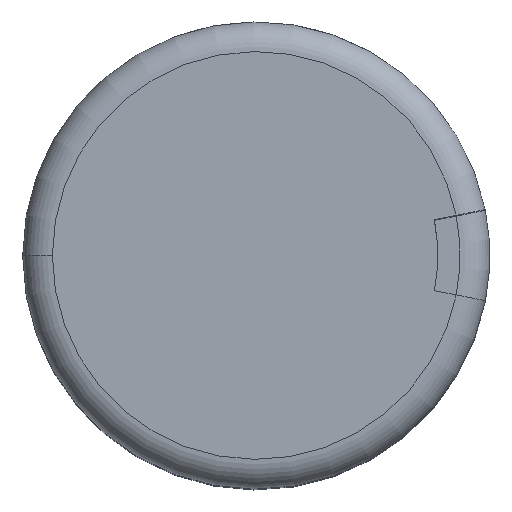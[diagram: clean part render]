
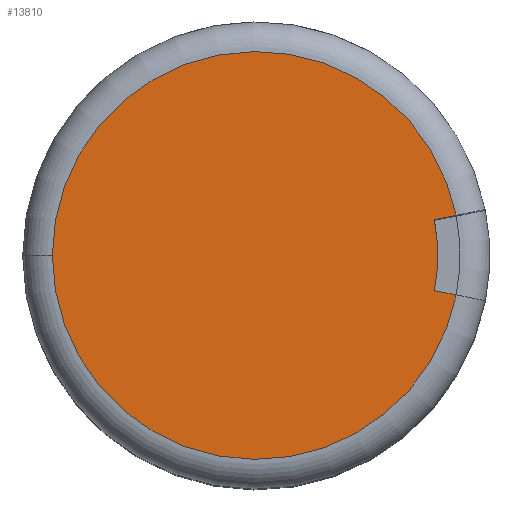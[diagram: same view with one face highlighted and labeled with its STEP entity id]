
A CAD part, top view. The second image highlights one B-rep face of the part: STEP entity #13810.
In plain terms, the highlighted planar face has unit normal (0, 0, 1).
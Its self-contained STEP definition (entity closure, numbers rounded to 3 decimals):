
#96 = CARTESIAN_POINT ( 'NONE',  ( 2.698, -0.532, 8. ) ) ;
#334 = CARTESIAN_POINT ( 'NONE',  ( 3.091, 0.609, 8. ) ) ;
#1060 = VECTOR ( 'NONE', #7878, 1000. ) ;
#1172 = ORIENTED_EDGE ( 'NONE', *, *, #14377, .F. ) ;
#1358 = DIRECTION ( 'NONE',  ( 0., 0., -1. ) ) ;
#1412 = DIRECTION ( 'NONE',  ( 0., 0., -1. ) ) ;
#1490 = LINE ( 'NONE', #2659, #12491 ) ;
#1746 = AXIS2_PLACEMENT_3D ( 'NONE', #10262, #1412, #12610 ) ;
#1886 = ORIENTED_EDGE ( 'NONE', *, *, #6686, .F. ) ;
#2582 = DIRECTION ( 'NONE',  ( 0.981, -0.193, 0. ) ) ;
#2659 = CARTESIAN_POINT ( 'NONE',  ( 3.091, -0.609, 8. ) ) ;
#2781 = DIRECTION ( 'NONE',  ( -1., 0., 0. ) ) ;
#2784 = EDGE_CURVE ( 'NONE', #3760, #6701, #8697, .T. ) ;
#2843 = CARTESIAN_POINT ( 'NONE',  ( 0., 0., 8. ) ) ;
#2849 = CARTESIAN_POINT ( 'NONE',  ( 0., 0., 8. ) ) ;
#3530 = CARTESIAN_POINT ( 'NONE',  ( 0., 0., 8. ) ) ;
#3760 = VERTEX_POINT ( 'NONE', #96 ) ;
#4020 = ORIENTED_EDGE ( 'NONE', *, *, #2784, .F. ) ;
#4200 = CIRCLE ( 'NONE', #6069, 2.45 ) ;
#4494 = LINE ( 'NONE', #334, #1060 ) ;
#5610 = VERTEX_POINT ( 'NONE', #8415 ) ;
#5996 = VERTEX_POINT ( 'NONE', #12714 ) ;
#6069 = AXIS2_PLACEMENT_3D ( 'NONE', #2849, #7238, #6207 ) ;
#6207 = DIRECTION ( 'NONE',  ( 1., 0., 0. ) ) ;
#6686 = EDGE_CURVE ( 'NONE', #5610, #5996, #4200, .T. ) ;
#6701 = VERTEX_POINT ( 'NONE', #12066 ) ;
#7026 = ORIENTED_EDGE ( 'NONE', *, *, #9056, .F. ) ;
#7238 = DIRECTION ( 'NONE',  ( 0., 0., -1. ) ) ;
#7242 = VERTEX_POINT ( 'NONE', #10398 ) ;
#7874 = PLANE ( 'NONE',  #13920 ) ;
#7878 = DIRECTION ( 'NONE',  ( -0.981, -0.193, 0. ) ) ;
#8415 = CARTESIAN_POINT ( 'NONE',  ( 2.404, 0.474, 8. ) ) ;
#8660 = ORIENTED_EDGE ( 'NONE', *, *, #9054, .F. ) ;
#8697 = CIRCLE ( 'NONE', #11022, 2.75 ) ;
#8748 = CIRCLE ( 'NONE', #1746, 2.75 ) ;
#9054 = EDGE_CURVE ( 'NONE', #5996, #3760, #1490, .T. ) ;
#9056 = EDGE_CURVE ( 'NONE', #6701, #7242, #8748, .T. ) ;
#10262 = CARTESIAN_POINT ( 'NONE',  ( 0., 0., 8. ) ) ;
#10398 = CARTESIAN_POINT ( 'NONE',  ( 2.698, 0.532, 8. ) ) ;
#10873 = EDGE_LOOP ( 'NONE', ( #1172, #7026, #4020, #8660, #1886 ) ) ;
#11022 = AXIS2_PLACEMENT_3D ( 'NONE', #2843, #11769, #2781 ) ;
#11223 = DIRECTION ( 'NONE',  ( -1., 0., 0. ) ) ;
#11769 = DIRECTION ( 'NONE',  ( 0., 0., -1. ) ) ;
#12066 = CARTESIAN_POINT ( 'NONE',  ( -2.75, 0., 8. ) ) ;
#12403 = FACE_OUTER_BOUND ( 'NONE', #10873, .T. ) ;
#12491 = VECTOR ( 'NONE', #2582, 1000. ) ;
#12610 = DIRECTION ( 'NONE',  ( -1., 0., 0. ) ) ;
#12714 = CARTESIAN_POINT ( 'NONE',  ( 2.404, -0.474, 8. ) ) ;
#13810 = ADVANCED_FACE ( 'NONE', ( #12403 ), #7874, .F. ) ;
#13920 = AXIS2_PLACEMENT_3D ( 'NONE', #3530, #1358, #11223 ) ;
#14377 = EDGE_CURVE ( 'NONE', #7242, #5610, #4494, .T. ) ;
